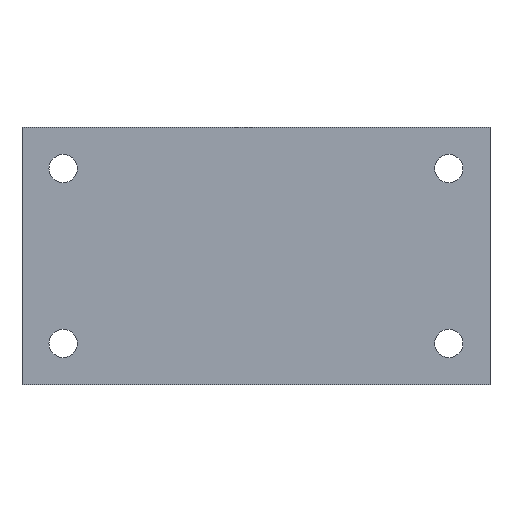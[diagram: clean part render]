
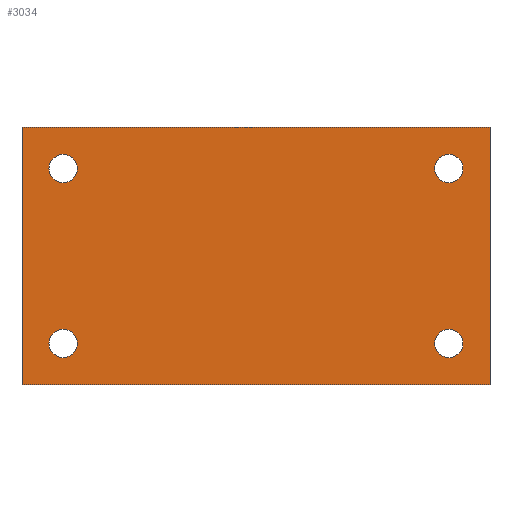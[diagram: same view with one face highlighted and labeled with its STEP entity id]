
A CAD part, left-side view. The second image highlights one B-rep face of the part: STEP entity #3034.
In plain terms, the highlighted planar face has unit normal (-1, 0, 0).
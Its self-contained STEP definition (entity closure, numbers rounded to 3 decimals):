
#22 = ORIENTED_EDGE ( 'NONE', *, *, #1825, .F. ) ;
#143 = CARTESIAN_POINT ( 'NONE',  ( -4., 45.5, 50. ) ) ;
#162 = CARTESIAN_POINT ( 'NONE',  ( -4., -37.5, 5.25 ) ) ;
#173 = DIRECTION ( 'NONE',  ( -1., 0., 0. ) ) ;
#187 = DIRECTION ( 'NONE',  ( -1., 0., 0. ) ) ;
#198 = CARTESIAN_POINT ( 'NONE',  ( -4., -37.5, 39.25 ) ) ;
#212 = FACE_BOUND ( 'NONE', #225, .T. ) ;
#225 = EDGE_LOOP ( 'NONE', ( #2032, #490 ) ) ;
#232 = DIRECTION ( 'NONE',  ( 0., 0., 1. ) ) ;
#244 = DIRECTION ( 'NONE',  ( -1., 0., 0. ) ) ;
#254 = LINE ( 'NONE', #1317, #1458 ) ;
#279 = AXIS2_PLACEMENT_3D ( 'NONE', #1197, #1462, #732 ) ;
#327 = CIRCLE ( 'NONE', #560, 2.75 ) ;
#365 = ORIENTED_EDGE ( 'NONE', *, *, #736, .F. ) ;
#397 = EDGE_CURVE ( 'NONE', #1766, #1372, #2880, .T. ) ;
#442 = DIRECTION ( 'NONE',  ( -1., 0., 0. ) ) ;
#457 = DIRECTION ( 'NONE',  ( 0., 0., 1. ) ) ;
#466 = DIRECTION ( 'NONE',  ( 0., 0., 1. ) ) ;
#485 = ORIENTED_EDGE ( 'NONE', *, *, #2270, .T. ) ;
#490 = ORIENTED_EDGE ( 'NONE', *, *, #2836, .F. ) ;
#549 = VECTOR ( 'NONE', #1484, 1000. ) ;
#560 = AXIS2_PLACEMENT_3D ( 'NONE', #2822, #1342, #1580 ) ;
#613 = EDGE_CURVE ( 'NONE', #1765, #1996, #2801, .T. ) ;
#618 = FACE_BOUND ( 'NONE', #2348, .T. ) ;
#667 = ORIENTED_EDGE ( 'NONE', *, *, #1768, .F. ) ;
#725 = CARTESIAN_POINT ( 'NONE',  ( -4., 0., 0. ) ) ;
#732 = DIRECTION ( 'NONE',  ( 0., 0., 1. ) ) ;
#734 = DIRECTION ( 'NONE',  ( -1., 0., 0. ) ) ;
#736 = EDGE_CURVE ( 'NONE', #1008, #1717, #1670, .T. ) ;
#831 = VECTOR ( 'NONE', #1003, 1000. ) ;
#859 = EDGE_LOOP ( 'NONE', ( #2115, #2165, #485, #2127 ) ) ;
#869 = CARTESIAN_POINT ( 'NONE',  ( -4., -37.5, 10.75 ) ) ;
#879 = CARTESIAN_POINT ( 'NONE',  ( -4., -37.5, 42. ) ) ;
#890 = CARTESIAN_POINT ( 'NONE',  ( -4., 37.5, 42. ) ) ;
#893 = CARTESIAN_POINT ( 'NONE',  ( -4., 45.5, 0. ) ) ;
#923 = CARTESIAN_POINT ( 'NONE',  ( -4., -45.5, 0. ) ) ;
#927 = DIRECTION ( 'NONE',  ( 0., 0., 1. ) ) ;
#929 = FACE_BOUND ( 'NONE', #1507, .T. ) ;
#961 = CIRCLE ( 'NONE', #2644, 2.75 ) ;
#963 = EDGE_CURVE ( 'NONE', #2829, #2905, #2137, .T. ) ;
#986 = CARTESIAN_POINT ( 'NONE',  ( -4., 45.5, 0. ) ) ;
#997 = AXIS2_PLACEMENT_3D ( 'NONE', #879, #2620, #927 ) ;
#1003 = DIRECTION ( 'NONE',  ( 0., 0., 1. ) ) ;
#1008 = VERTEX_POINT ( 'NONE', #2927 ) ;
#1085 = ORIENTED_EDGE ( 'NONE', *, *, #1545, .F. ) ;
#1105 = CARTESIAN_POINT ( 'NONE',  ( -4., 45.5, 50. ) ) ;
#1197 = CARTESIAN_POINT ( 'NONE',  ( -4., -37.5, 8. ) ) ;
#1228 = LINE ( 'NONE', #986, #549 ) ;
#1238 = ORIENTED_EDGE ( 'NONE', *, *, #2398, .F. ) ;
#1317 = CARTESIAN_POINT ( 'NONE',  ( -4., 45.5, 0. ) ) ;
#1342 = DIRECTION ( 'NONE',  ( -1., 0., 0. ) ) ;
#1372 = VERTEX_POINT ( 'NONE', #1567 ) ;
#1414 = CARTESIAN_POINT ( 'NONE',  ( -4., 37.5, 8. ) ) ;
#1428 = VECTOR ( 'NONE', #2588, 1000. ) ;
#1458 = VECTOR ( 'NONE', #3073, 1000. ) ;
#1462 = DIRECTION ( 'NONE',  ( -1., 0., 0. ) ) ;
#1484 = DIRECTION ( 'NONE',  ( 0., -1., 0. ) ) ;
#1502 = LINE ( 'NONE', #1105, #1428 ) ;
#1507 = EDGE_LOOP ( 'NONE', ( #3044, #1238 ) ) ;
#1545 = EDGE_CURVE ( 'NONE', #1972, #1564, #3032, .T. ) ;
#1564 = VERTEX_POINT ( 'NONE', #198 ) ;
#1567 = CARTESIAN_POINT ( 'NONE',  ( -4., 37.5, 39.25 ) ) ;
#1580 = DIRECTION ( 'NONE',  ( 0., 0., 1. ) ) ;
#1604 = VERTEX_POINT ( 'NONE', #893 ) ;
#1663 = CARTESIAN_POINT ( 'NONE',  ( -4., -37.5, 42. ) ) ;
#1670 = CIRCLE ( 'NONE', #2615, 2.75 ) ;
#1673 = DIRECTION ( 'NONE',  ( -1., 0., 0. ) ) ;
#1717 = VERTEX_POINT ( 'NONE', #2930 ) ;
#1765 = VERTEX_POINT ( 'NONE', #923 ) ;
#1766 = VERTEX_POINT ( 'NONE', #2910 ) ;
#1768 = EDGE_CURVE ( 'NONE', #1564, #1972, #961, .T. ) ;
#1825 = EDGE_CURVE ( 'NONE', #1717, #1008, #1983, .T. ) ;
#1940 = DIRECTION ( 'NONE',  ( 0., 0., 1. ) ) ;
#1972 = VERTEX_POINT ( 'NONE', #2083 ) ;
#1983 = CIRCLE ( 'NONE', #2529, 2.75 ) ;
#1996 = VERTEX_POINT ( 'NONE', #2118 ) ;
#2015 = AXIS2_PLACEMENT_3D ( 'NONE', #725, #244, #1940 ) ;
#2032 = ORIENTED_EDGE ( 'NONE', *, *, #963, .F. ) ;
#2083 = CARTESIAN_POINT ( 'NONE',  ( -4., -37.5, 44.75 ) ) ;
#2115 = ORIENTED_EDGE ( 'NONE', *, *, #2714, .T. ) ;
#2118 = CARTESIAN_POINT ( 'NONE',  ( -4., -45.5, 50. ) ) ;
#2127 = ORIENTED_EDGE ( 'NONE', *, *, #2837, .T. ) ;
#2137 = CIRCLE ( 'NONE', #279, 2.75 ) ;
#2165 = ORIENTED_EDGE ( 'NONE', *, *, #613, .T. ) ;
#2199 = CARTESIAN_POINT ( 'NONE',  ( -4., 37.5, 42. ) ) ;
#2263 = VERTEX_POINT ( 'NONE', #143 ) ;
#2270 = EDGE_CURVE ( 'NONE', #1996, #2263, #1502, .T. ) ;
#2300 = CARTESIAN_POINT ( 'NONE',  ( -4., -45.5, 0. ) ) ;
#2301 = FACE_BOUND ( 'NONE', #3132, .T. ) ;
#2305 = CIRCLE ( 'NONE', #2781, 2.75 ) ;
#2348 = EDGE_LOOP ( 'NONE', ( #22, #365 ) ) ;
#2398 = EDGE_CURVE ( 'NONE', #1372, #1766, #2305, .T. ) ;
#2446 = DIRECTION ( 'NONE',  ( 0., 0., 1. ) ) ;
#2529 = AXIS2_PLACEMENT_3D ( 'NONE', #3162, #1673, #232 ) ;
#2552 = AXIS2_PLACEMENT_3D ( 'NONE', #2199, #734, #2446 ) ;
#2588 = DIRECTION ( 'NONE',  ( 0., 1., 0. ) ) ;
#2615 = AXIS2_PLACEMENT_3D ( 'NONE', #1414, #187, #457 ) ;
#2620 = DIRECTION ( 'NONE',  ( -1., 0., 0. ) ) ;
#2636 = DIRECTION ( 'NONE',  ( 0., 0., 1. ) ) ;
#2644 = AXIS2_PLACEMENT_3D ( 'NONE', #1663, #442, #466 ) ;
#2671 = PLANE ( 'NONE',  #2015 ) ;
#2714 = EDGE_CURVE ( 'NONE', #1604, #1765, #1228, .T. ) ;
#2733 = FACE_OUTER_BOUND ( 'NONE', #859, .T. ) ;
#2781 = AXIS2_PLACEMENT_3D ( 'NONE', #890, #173, #2636 ) ;
#2801 = LINE ( 'NONE', #2300, #831 ) ;
#2822 = CARTESIAN_POINT ( 'NONE',  ( -4., -37.5, 8. ) ) ;
#2829 = VERTEX_POINT ( 'NONE', #869 ) ;
#2836 = EDGE_CURVE ( 'NONE', #2905, #2829, #327, .T. ) ;
#2837 = EDGE_CURVE ( 'NONE', #2263, #1604, #254, .T. ) ;
#2880 = CIRCLE ( 'NONE', #2552, 2.75 ) ;
#2905 = VERTEX_POINT ( 'NONE', #162 ) ;
#2910 = CARTESIAN_POINT ( 'NONE',  ( -4., 37.5, 44.75 ) ) ;
#2927 = CARTESIAN_POINT ( 'NONE',  ( -4., 37.5, 5.25 ) ) ;
#2930 = CARTESIAN_POINT ( 'NONE',  ( -4., 37.5, 10.75 ) ) ;
#3032 = CIRCLE ( 'NONE', #997, 2.75 ) ;
#3034 = ADVANCED_FACE ( 'NONE', ( #2301, #929, #212, #618, #2733 ), #2671, .T. ) ;
#3044 = ORIENTED_EDGE ( 'NONE', *, *, #397, .F. ) ;
#3073 = DIRECTION ( 'NONE',  ( 0., 0., -1. ) ) ;
#3132 = EDGE_LOOP ( 'NONE', ( #1085, #667 ) ) ;
#3162 = CARTESIAN_POINT ( 'NONE',  ( -4., 37.5, 8. ) ) ;
